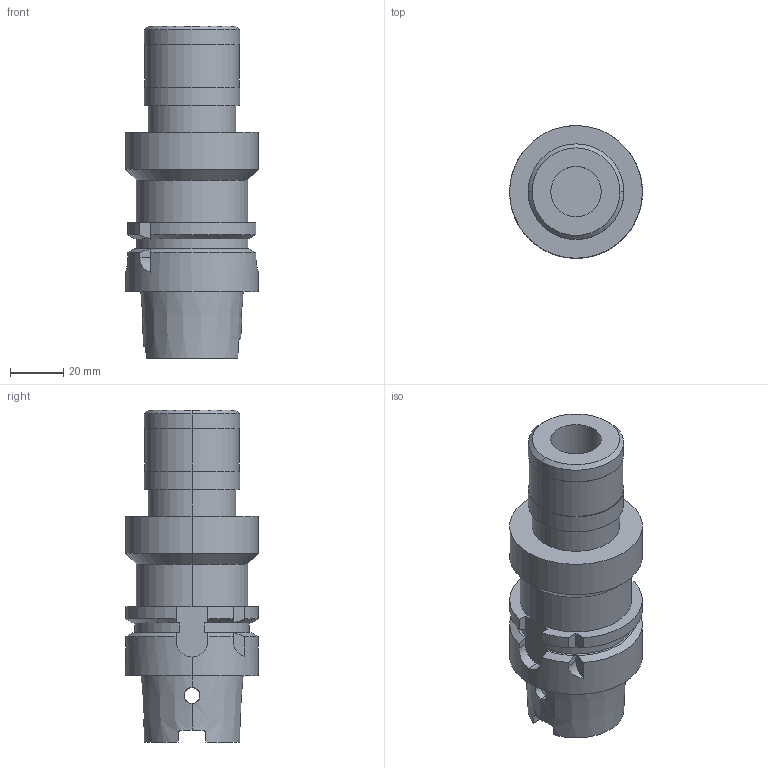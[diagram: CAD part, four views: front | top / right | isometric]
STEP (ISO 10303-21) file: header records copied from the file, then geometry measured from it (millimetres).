
FILE_DESCRIPTION (( 'STEP AP203' ), '1' );
FILE_NAME ('STP-5072-580-001-100-0(72.08.1B.100).STEP', '2024-03-28T03:03:46', ( '' ), ( '' ), 'SwSTEP 2.0', 'SolidWorks 2017', '' );
FILE_SCHEMA (( 'CONFIG_CONTROL_DESIGN' ));
Length unit declared in the file: millimetre
Products named in the file (1): STP-5072-580-001-100-0(72.08.1B.100)
Bounding box: 50 x 50 x 125 mm (x, y, z)
Volume: 136125.4 mm3; surface area: 27261.2 mm2
Topology: 1 solids, 1 shells, 96 faces, 246 edges, 155 vertices
Faces by surface type: cylinder 41, plane 37, cone 14, torus 4
Entity records: 3443 total; most frequent: CARTESIAN_POINT 1035, ORIENTED_EDGE 492, DIRECTION 488, EDGE_CURVE 246, AXIS2_PLACEMENT_3D 186, VERTEX_POINT 155, VECTOR 116, LINE 116
